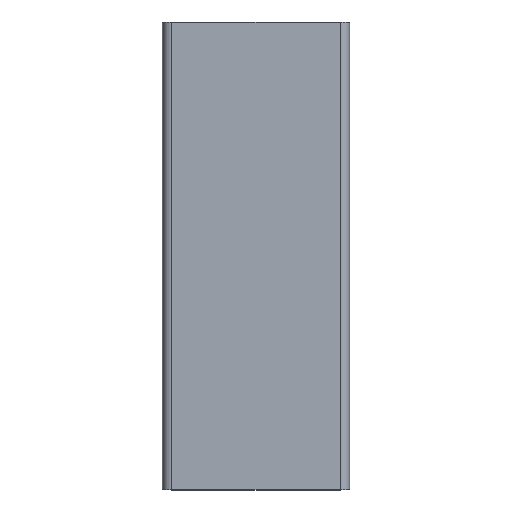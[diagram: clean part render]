
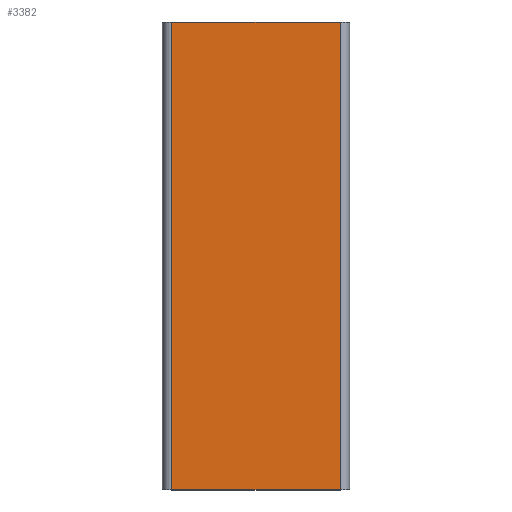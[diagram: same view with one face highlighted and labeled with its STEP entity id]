
A CAD part, top view. The second image highlights one B-rep face of the part: STEP entity #3382.
In plain terms, the highlighted planar face has unit normal (0, 0, 1).
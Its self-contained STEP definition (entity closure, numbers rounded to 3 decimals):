
#87=PLANE('',#3722);
#242=FACE_OUTER_BOUND('',#416,.T.);
#416=EDGE_LOOP('',(#2679,#2680,#2681,#2682));
#712=LINE('',#5677,#1020);
#713=LINE('',#5681,#1021);
#714=LINE('',#5683,#1022);
#715=LINE('',#5684,#1023);
#1020=VECTOR('',#4648,200.);
#1021=VECTOR('',#4653,72.);
#1022=VECTOR('',#4654,200.);
#1023=VECTOR('',#4655,72.);
#1557=VERTEX_POINT('',#5674);
#1558=VERTEX_POINT('',#5676);
#1559=VERTEX_POINT('',#5680);
#1560=VERTEX_POINT('',#5682);
#2033=EDGE_CURVE('',#1557,#1558,#712,.T.);
#2035=EDGE_CURVE('',#1557,#1559,#713,.T.);
#2036=EDGE_CURVE('',#1559,#1560,#714,.T.);
#2037=EDGE_CURVE('',#1558,#1560,#715,.T.);
#2679=ORIENTED_EDGE('',*,*,#2035,.T.);
#2680=ORIENTED_EDGE('',*,*,#2036,.T.);
#2681=ORIENTED_EDGE('',*,*,#2037,.F.);
#2682=ORIENTED_EDGE('',*,*,#2033,.F.);
#3382=ADVANCED_FACE('',(#242),#87,.T.);
#3722=AXIS2_PLACEMENT_3D('',#5679,#4651,#4652);
#4648=DIRECTION('',(0.,-1.,0.));
#4651=DIRECTION('center_axis',(0.,0.,1.));
#4652=DIRECTION('ref_axis',(1.,0.,0.));
#4653=DIRECTION('',(-1.,0.,0.));
#4654=DIRECTION('',(0.,-1.,0.));
#4655=DIRECTION('',(-1.,0.,0.));
#5674=CARTESIAN_POINT('',(36.,200.,20.));
#5676=CARTESIAN_POINT('',(36.,0.,20.));
#5677=CARTESIAN_POINT('',(36.,0.,20.));
#5679=CARTESIAN_POINT('Origin',(-36.,0.,20.));
#5680=CARTESIAN_POINT('',(-36.,200.,20.));
#5681=CARTESIAN_POINT('',(-18.,200.,20.));
#5682=CARTESIAN_POINT('',(-36.,0.,20.));
#5683=CARTESIAN_POINT('',(-36.,0.,20.));
#5684=CARTESIAN_POINT('',(-18.,0.,20.));
